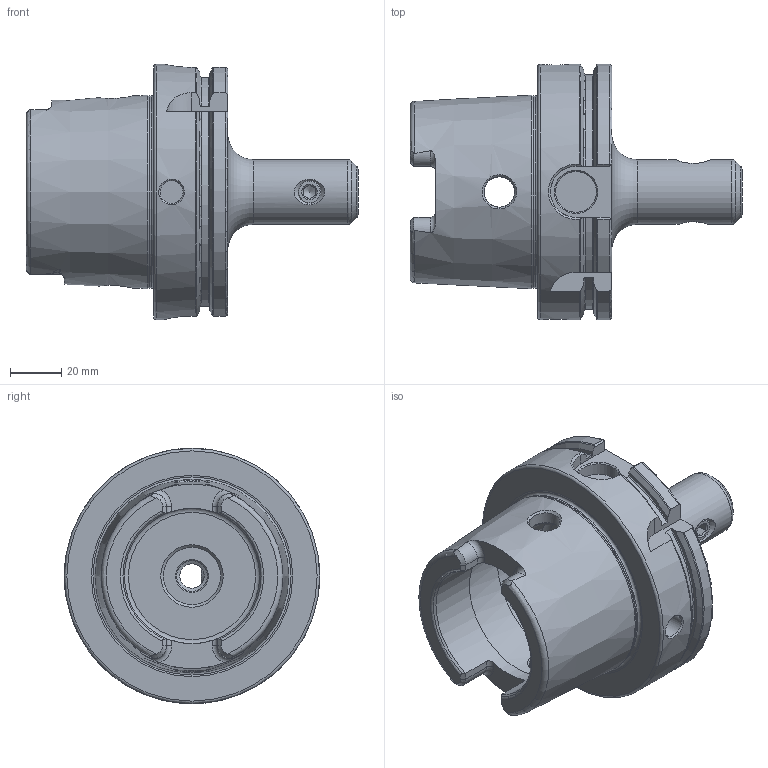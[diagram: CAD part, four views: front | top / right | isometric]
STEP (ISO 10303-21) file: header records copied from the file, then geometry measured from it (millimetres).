
FILE_DESCRIPTION(/* description */ (''),/* implementation_level */ '2;1');
FILE_NAME(/* name */ 'HSK100A-SLA9.525-80.stp',/* time_stamp */ '2023-12-01T09:28:46+08:00',/* author */ ('Administrator'),/* organization */ (''),/* preprocessor_version */ 'ST-DEVELOPER v18.1',/* originating_system */ 'Autodesk Inventor 2022',/* authorisation */ '');
FILE_SCHEMA (('AUTOMOTIVE_DESIGN { 1 0 10303 214 3 1 1 }'));
Products named in the file (3): HSK100A-SLA9.525-80; HSK100A-SLA9.525-80_1; ANSI B18.3 - 3/8 - 24 - 3/8, TBHSSSCPI
Assembly tree (2 placements, depth 2):
  HSK100A-SLA9.525-80
    HSK100A-SLA9.525-80_1
    ANSI B18.3 - 3/8 - 24 - 3/8, TBHSSSCPI
Bounding box: 130 x 100 x 100 mm (x, y, z)
Volume: 275027.2 mm3; surface area: 55500.4 mm2
Topology: 2 solids, 2 shells, 198 faces, 511 edges, 322 vertices
Faces by surface type: plane 69, cylinder 39, torus 33, cone 30, bspline 26, sphere 1
Full cylindrical faces by diameter (mm): 3 x1, 8.382 x1, 9 x1, 9.525 x2, 10 x2, 12 x3, 16 x1, 22.376 x1, 24.6 x1, 25.4 x1, 53 x2, 63 x1, 75.296 x1, 100 x1
Entity records: 11144 total; most frequent: CARTESIAN_POINT 6360, ORIENTED_EDGE 1018, DIRECTION 935, EDGE_CURVE 509, AXIS2_PLACEMENT_3D 371, VERTEX_POINT 322, EDGE_LOOP 213, FACE_OUTER_BOUND 198
